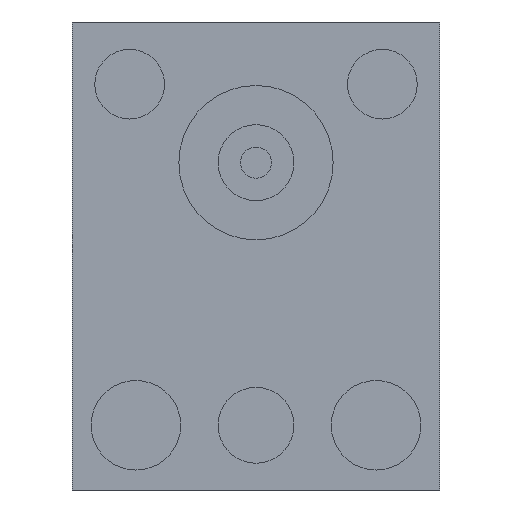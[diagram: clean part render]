
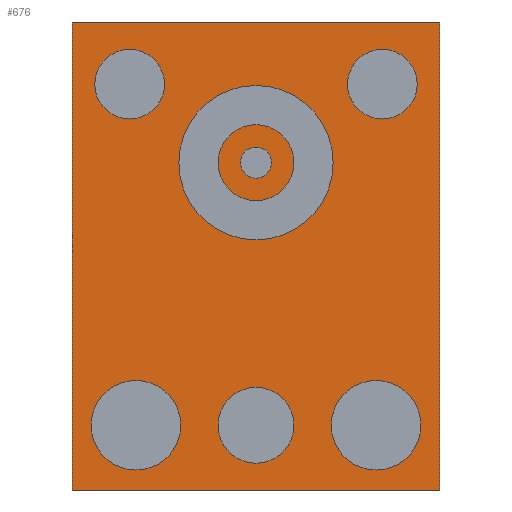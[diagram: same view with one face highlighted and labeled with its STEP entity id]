
A CAD part, front view. The second image highlights one B-rep face of the part: STEP entity #676.
In plain terms, the highlighted planar face has unit normal (0, -1, 0).
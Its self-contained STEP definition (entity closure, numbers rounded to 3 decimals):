
#15=LINE('',#1054,#59);
#19=LINE('',#1062,#63);
#22=LINE('',#1068,#66);
#25=LINE('',#1073,#69);
#59=VECTOR('',#866,3.76);
#63=VECTOR('',#872,2.95);
#66=VECTOR('',#877,3.76);
#69=VECTOR('',#882,2.95);
#130=PLANE('',#750);
#153=FACE_BOUND('',#241,.T.);
#180=FACE_OUTER_BOUND('',#240,.T.);
#240=EDGE_LOOP('',(#477,#478,#479,#480));
#241=EDGE_LOOP('',(#481));
#281=CIRCLE('',#744,0.125);
#313=VERTEX_POINT('',#1049);
#314=VERTEX_POINT('',#1052);
#315=VERTEX_POINT('',#1053);
#318=VERTEX_POINT('',#1061);
#320=VERTEX_POINT('',#1067);
#365=EDGE_CURVE('',#313,#313,#281,.T.);
#366=EDGE_CURVE('',#314,#315,#15,.T.);
#370=EDGE_CURVE('',#318,#314,#19,.T.);
#373=EDGE_CURVE('',#320,#318,#22,.T.);
#376=EDGE_CURVE('',#315,#320,#25,.T.);
#477=ORIENTED_EDGE('',*,*,#376,.F.);
#478=ORIENTED_EDGE('',*,*,#366,.F.);
#479=ORIENTED_EDGE('',*,*,#370,.F.);
#480=ORIENTED_EDGE('',*,*,#373,.F.);
#481=ORIENTED_EDGE('',*,*,#365,.T.);
#676=ADVANCED_FACE('',(#180,#153),#130,.F.);
#744=AXIS2_PLACEMENT_3D('',#1050,#862,#863);
#750=AXIS2_PLACEMENT_3D('',#1076,#886,#887);
#862=DIRECTION('center_axis',(0.,1.,0.));
#863=DIRECTION('ref_axis',(1.,0.,0.));
#866=DIRECTION('',(0.,0.,-1.));
#872=DIRECTION('',(1.,0.,0.));
#877=DIRECTION('',(0.,0.,1.));
#882=DIRECTION('',(-1.,0.,0.));
#886=DIRECTION('center_axis',(0.,1.,0.));
#887=DIRECTION('ref_axis',(0.,0.,1.));
#1049=CARTESIAN_POINT('',(-1.6,0.,2.63));
#1050=CARTESIAN_POINT('Origin',(-1.475,0.,2.63));
#1052=CARTESIAN_POINT('',(0.,0.,3.76));
#1053=CARTESIAN_POINT('',(0.,0.,0.));
#1054=CARTESIAN_POINT('',(0.,0.,3.76));
#1061=CARTESIAN_POINT('',(-2.95,0.,3.76));
#1062=CARTESIAN_POINT('',(-2.95,0.,3.76));
#1067=CARTESIAN_POINT('',(-2.95,0.,0.));
#1068=CARTESIAN_POINT('',(-2.95,0.,0.));
#1073=CARTESIAN_POINT('',(0.,0.,0.));
#1076=CARTESIAN_POINT('Origin',(-1.475,0.,1.88));
